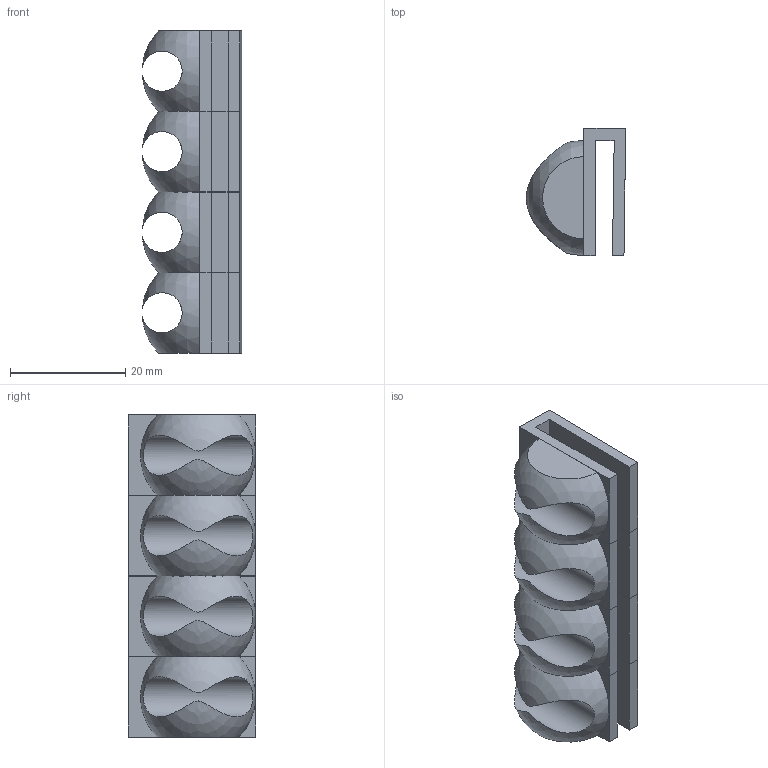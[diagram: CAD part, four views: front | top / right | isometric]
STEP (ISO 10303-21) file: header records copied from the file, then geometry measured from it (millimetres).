
FILE_DESCRIPTION(/* description */ (''),/* implementation_level */ '2;1');
FILE_NAME(/* name */ 'SimpleCableComb.stp',/* time_stamp */ '2023-10-18T10:28:32-05:00',/* author */ ('ijck1'),/* organization */ (''),/* preprocessor_version */ 'ST-DEVELOPER v19',/* originating_system */ 'Autodesk Inventor 2023',/* authorisation */ '');
FILE_SCHEMA (('AUTOMOTIVE_DESIGN { 1 0 10303 214 3 1 1 }'));
Products named in the file (4): CableAssAss; CableAss; cableStandClip; cableCatchcirc
Assembly tree (6 placements, depth 3):
  CableAssAss
    CableAss  x4
      cableStandClip
      cableCatchcirc
Bounding box: 17.27 x 22.1 x 56 mm (x, y, z)
Volume: 10539.1 mm3; surface area: 10241.5 mm2
Topology: 8 solids, 8 shells, 60 faces, 136 edges, 92 vertices
Faces by surface type: plane 52, sphere 4, cylinder 4
Entity records: 680 total; most frequent: CARTESIAN_POINT 165, DIRECTION 90, ORIENTED_EDGE 68, EDGE_CURVE 34, AXIS2_PLACEMENT_3D 32, LINE 26, VECTOR 26, VERTEX_POINT 23
